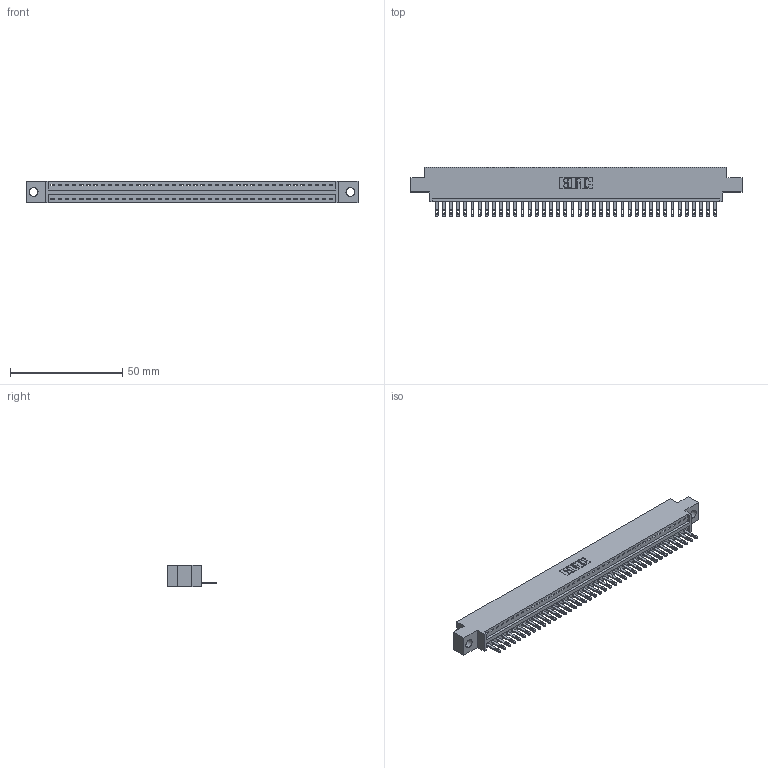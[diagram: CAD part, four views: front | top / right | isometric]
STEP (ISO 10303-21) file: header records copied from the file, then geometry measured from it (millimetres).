
FILE_DESCRIPTION (( 'STEP AP203' ), '1' );
FILE_NAME ('346-040-500-604.STEP', '2022-05-07T08:29:33', ( '' ), ( '' ), 'SwSTEP 2.0', 'SolidWorks 2020', '' );
FILE_SCHEMA (( 'CONFIG_CONTROL_DESIGN' ));
Length unit declared in the file: inch
Products named in the file (3): 346 Part_0.170 Offset - 0.156 Dia-TH; 346-040-500-604; 345-292-001_345-293-100
Assembly tree (41 placements, depth 2):
  346-040-500-604
    346 Part_0.170 Offset - 0.156 Dia-TH
    345-292-001_345-293-100  x40
Bounding box: 147.57 x 21.84 x 9.4 mm (x, y, z)
Volume: 13876.5 mm3; surface area: 17413.1 mm2
Topology: 41 solids, 41 shells, 2300 faces, 7097 edges, 4730 vertices
Faces by surface type: plane 1454, cylinder 846
Entity records: 25575 total; most frequent: CARTESIAN_POINT 4394, ORIENTED_EDGE 4366, DIRECTION 3879, EDGE_CURVE 2183, LINE 1887, VECTOR 1887, VERTEX_POINT 1454, AXIS2_PLACEMENT_3D 996
